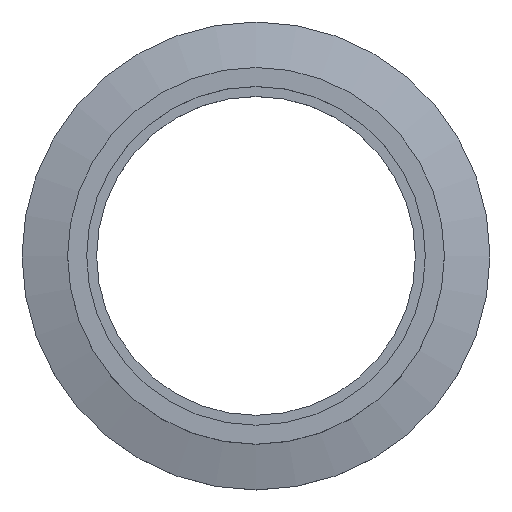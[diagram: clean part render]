
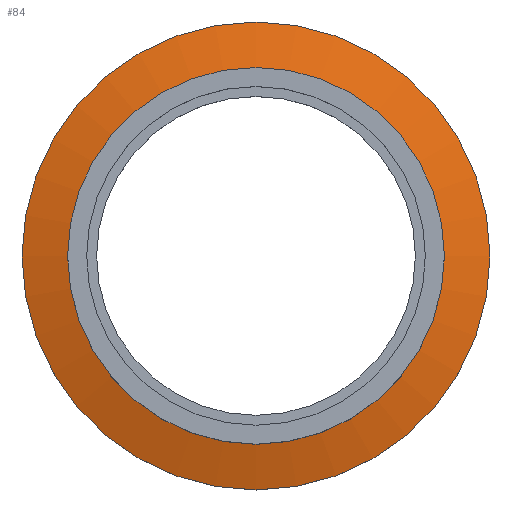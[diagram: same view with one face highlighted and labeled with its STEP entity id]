
A CAD part, top view. The second image highlights one B-rep face of the part: STEP entity #84.
In plain terms, the highlighted conical face has half-angle 75 degrees and reference radius 37.465 mm.
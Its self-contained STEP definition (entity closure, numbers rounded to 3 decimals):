
#84 = ADVANCED_FACE( '', ( #114, #115 ), #116, .T. );
#114 = FACE_BOUND( '', #147, .T. );
#115 = FACE_OUTER_BOUND( '', #148, .T. );
#116 = CONICAL_SURFACE( '', #149, 37.465, 1.309 );
#147 = EDGE_LOOP( '', ( #198 ) );
#148 = EDGE_LOOP( '', ( #199 ) );
#149 = AXIS2_PLACEMENT_3D( '', #200, #201, #202 );
#198 = ORIENTED_EDGE( '', *, *, #214, .T. );
#199 = ORIENTED_EDGE( '', *, *, #210, .F. );
#200 = CARTESIAN_POINT( '', ( 0., 0., -4.826 ) );
#201 = DIRECTION( '', ( 0., 0., -1. ) );
#202 = DIRECTION( '', ( -1., 0., 0. ) );
#210 = EDGE_CURVE( '', #223, #223, #224, .T. );
#214 = EDGE_CURVE( '', #231, #231, #232, .T. );
#223 = VERTEX_POINT( '', #245 );
#224 = CIRCLE( '', #246, 37.465 );
#231 = VERTEX_POINT( '', #253 );
#232 = CIRCLE( '', #254, 30.163 );
#245 = CARTESIAN_POINT( '', ( -37.465, 0., -4.826 ) );
#246 = AXIS2_PLACEMENT_3D( '', #269, #270, #271 );
#253 = CARTESIAN_POINT( '', ( -30.163, 0., -2.869 ) );
#254 = AXIS2_PLACEMENT_3D( '', #281, #282, #283 );
#269 = CARTESIAN_POINT( '', ( 0., 0., -4.826 ) );
#270 = DIRECTION( '', ( 0., 0., -1. ) );
#271 = DIRECTION( '', ( -1., 0., 0. ) );
#281 = CARTESIAN_POINT( '', ( 0., 0., -2.869 ) );
#282 = DIRECTION( '', ( 0., 0., -1. ) );
#283 = DIRECTION( '', ( -1., 0., 0. ) );
